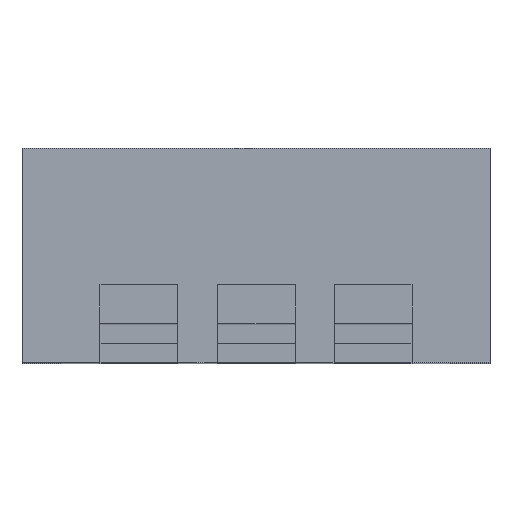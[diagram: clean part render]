
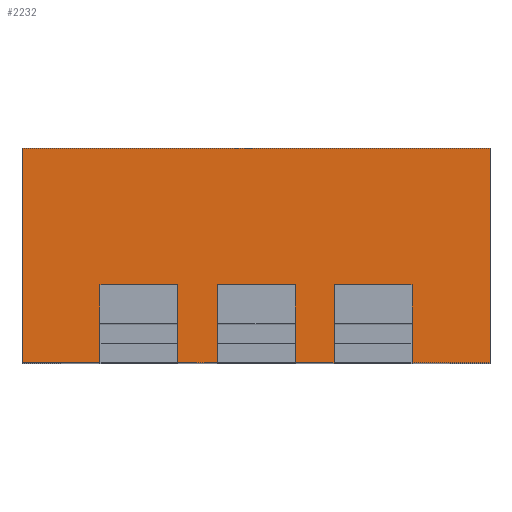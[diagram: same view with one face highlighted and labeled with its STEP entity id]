
A CAD part, top view. The second image highlights one B-rep face of the part: STEP entity #2232.
In plain terms, the highlighted planar face has unit normal (0, 0, 1).
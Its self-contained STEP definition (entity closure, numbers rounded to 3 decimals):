
#144=FACE_OUTER_BOUND('',#262,.T.);
#262=EDGE_LOOP('',(#1883,#1884,#1885,#1886,#1887,#1888,#1889,#1890,#1891,
#1892,#1893,#1894,#1895,#1896,#1897,#1898));
#493=LINE('',#3313,#797);
#496=LINE('',#3318,#800);
#501=LINE('',#3328,#805);
#507=LINE('',#3341,#811);
#510=LINE('',#3346,#814);
#515=LINE('',#3356,#819);
#543=LINE('',#3413,#847);
#546=LINE('',#3418,#850);
#551=LINE('',#3428,#855);
#569=LINE('',#3464,#873);
#572=LINE('',#3468,#876);
#573=LINE('',#3469,#877);
#574=LINE('',#3470,#878);
#575=LINE('',#3472,#879);
#576=LINE('',#3474,#880);
#577=LINE('',#3475,#881);
#797=VECTOR('',#2676,10.);
#800=VECTOR('',#2681,10.);
#805=VECTOR('',#2690,10.);
#811=VECTOR('',#2702,10.);
#814=VECTOR('',#2707,10.);
#819=VECTOR('',#2716,10.);
#847=VECTOR('',#2778,10.);
#850=VECTOR('',#2783,10.);
#855=VECTOR('',#2792,10.);
#873=VECTOR('',#2828,10.);
#876=VECTOR('',#2833,10.);
#877=VECTOR('',#2834,10.);
#878=VECTOR('',#2835,10.);
#879=VECTOR('',#2836,10.);
#880=VECTOR('',#2837,10.);
#881=VECTOR('',#2838,10.);
#1052=VERTEX_POINT('',#3311);
#1053=VERTEX_POINT('',#3312);
#1054=VERTEX_POINT('',#3317);
#1057=VERTEX_POINT('',#3327);
#1060=VERTEX_POINT('',#3339);
#1061=VERTEX_POINT('',#3340);
#1062=VERTEX_POINT('',#3345);
#1065=VERTEX_POINT('',#3355);
#1076=VERTEX_POINT('',#3411);
#1077=VERTEX_POINT('',#3412);
#1078=VERTEX_POINT('',#3417);
#1081=VERTEX_POINT('',#3427);
#1089=VERTEX_POINT('',#3461);
#1090=VERTEX_POINT('',#3463);
#1091=VERTEX_POINT('',#3471);
#1092=VERTEX_POINT('',#3473);
#1307=EDGE_CURVE('',#1052,#1053,#493,.T.);
#1310=EDGE_CURVE('',#1053,#1054,#496,.T.);
#1315=EDGE_CURVE('',#1057,#1052,#501,.T.);
#1321=EDGE_CURVE('',#1060,#1061,#507,.T.);
#1324=EDGE_CURVE('',#1061,#1062,#510,.T.);
#1329=EDGE_CURVE('',#1065,#1060,#515,.T.);
#1357=EDGE_CURVE('',#1076,#1077,#543,.T.);
#1360=EDGE_CURVE('',#1077,#1078,#546,.T.);
#1365=EDGE_CURVE('',#1081,#1076,#551,.T.);
#1383=EDGE_CURVE('',#1090,#1089,#569,.T.);
#1386=EDGE_CURVE('',#1054,#1065,#572,.T.);
#1387=EDGE_CURVE('',#1062,#1081,#573,.T.);
#1388=EDGE_CURVE('',#1078,#1090,#574,.T.);
#1389=EDGE_CURVE('',#1089,#1091,#575,.T.);
#1390=EDGE_CURVE('',#1091,#1092,#576,.T.);
#1391=EDGE_CURVE('',#1092,#1057,#577,.T.);
#1883=ORIENTED_EDGE('',*,*,#1315,.T.);
#1884=ORIENTED_EDGE('',*,*,#1307,.T.);
#1885=ORIENTED_EDGE('',*,*,#1310,.T.);
#1886=ORIENTED_EDGE('',*,*,#1386,.T.);
#1887=ORIENTED_EDGE('',*,*,#1329,.T.);
#1888=ORIENTED_EDGE('',*,*,#1321,.T.);
#1889=ORIENTED_EDGE('',*,*,#1324,.T.);
#1890=ORIENTED_EDGE('',*,*,#1387,.T.);
#1891=ORIENTED_EDGE('',*,*,#1365,.T.);
#1892=ORIENTED_EDGE('',*,*,#1357,.T.);
#1893=ORIENTED_EDGE('',*,*,#1360,.T.);
#1894=ORIENTED_EDGE('',*,*,#1388,.T.);
#1895=ORIENTED_EDGE('',*,*,#1383,.T.);
#1896=ORIENTED_EDGE('',*,*,#1389,.T.);
#1897=ORIENTED_EDGE('',*,*,#1390,.T.);
#1898=ORIENTED_EDGE('',*,*,#1391,.T.);
#2130=PLANE('',#2357);
#2232=ADVANCED_FACE('',(#144),#2130,.T.);
#2357=AXIS2_PLACEMENT_3D('',#3467,#2831,#2832);
#2676=DIRECTION('',(1.,0.,0.));
#2681=DIRECTION('',(0.,-1.,0.));
#2690=DIRECTION('',(0.,1.,0.));
#2702=DIRECTION('',(1.,0.,0.));
#2707=DIRECTION('',(0.,-1.,0.));
#2716=DIRECTION('',(0.,1.,0.));
#2778=DIRECTION('',(1.,0.,0.));
#2783=DIRECTION('',(0.,-1.,0.));
#2792=DIRECTION('',(0.,1.,0.));
#2828=DIRECTION('',(0.,1.,0.));
#2831=DIRECTION('center_axis',(0.,0.,1.));
#2832=DIRECTION('ref_axis',(1.,0.,0.));
#2833=DIRECTION('',(1.,0.,0.));
#2834=DIRECTION('',(1.,0.,0.));
#2835=DIRECTION('',(1.,0.,0.));
#2836=DIRECTION('',(-1.,0.,0.));
#2837=DIRECTION('',(0.,-1.,0.));
#2838=DIRECTION('',(1.,0.,0.));
#3311=CARTESIAN_POINT('',(-4.,-0.75,20.5));
#3312=CARTESIAN_POINT('',(-2.,-0.75,20.5));
#3313=CARTESIAN_POINT('',(-1.5,-0.75,20.5));
#3317=CARTESIAN_POINT('',(-2.,-2.75,20.5));
#3318=CARTESIAN_POINT('',(-2.,-1.375,20.5));
#3327=CARTESIAN_POINT('',(-4.,-2.75,20.5));
#3328=CARTESIAN_POINT('',(-4.,-1.375,20.5));
#3339=CARTESIAN_POINT('',(-1.,-0.75,20.5));
#3340=CARTESIAN_POINT('',(1.,-0.75,20.5));
#3341=CARTESIAN_POINT('',(0.,-0.75,20.5));
#3345=CARTESIAN_POINT('',(1.,-2.75,20.5));
#3346=CARTESIAN_POINT('',(1.,-1.375,20.5));
#3355=CARTESIAN_POINT('',(-1.,-2.75,20.5));
#3356=CARTESIAN_POINT('',(-1.,-1.375,20.5));
#3411=CARTESIAN_POINT('',(2.,-0.75,20.5));
#3412=CARTESIAN_POINT('',(4.,-0.75,20.5));
#3413=CARTESIAN_POINT('',(1.5,-0.75,20.5));
#3417=CARTESIAN_POINT('',(4.,-2.75,20.5));
#3418=CARTESIAN_POINT('',(4.,-1.375,20.5));
#3427=CARTESIAN_POINT('',(2.,-2.75,20.5));
#3428=CARTESIAN_POINT('',(2.,-1.375,20.5));
#3461=CARTESIAN_POINT('',(6.,2.75,20.5));
#3463=CARTESIAN_POINT('',(6.,-2.75,20.5));
#3464=CARTESIAN_POINT('',(6.,-2.75,20.5));
#3467=CARTESIAN_POINT('Origin',(0.,0.,
20.5));
#3468=CARTESIAN_POINT('',(-6.,-2.75,20.5));
#3469=CARTESIAN_POINT('',(-6.,-2.75,20.5));
#3470=CARTESIAN_POINT('',(-6.,-2.75,20.5));
#3471=CARTESIAN_POINT('',(-6.,2.75,20.5));
#3472=CARTESIAN_POINT('',(6.,2.75,20.5));
#3473=CARTESIAN_POINT('',(-6.,-2.75,20.5));
#3474=CARTESIAN_POINT('',(-6.,2.75,20.5));
#3475=CARTESIAN_POINT('',(-6.,-2.75,20.5));
